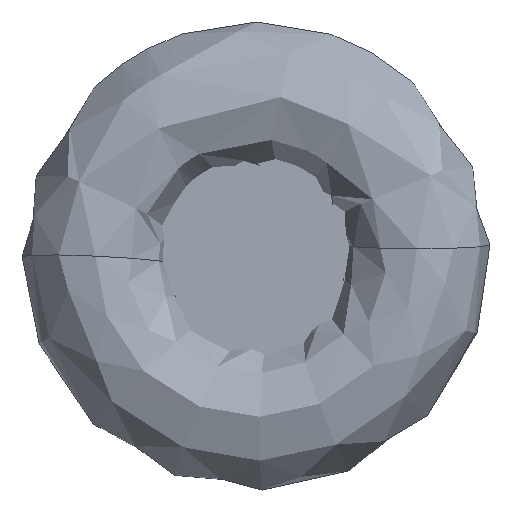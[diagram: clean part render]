
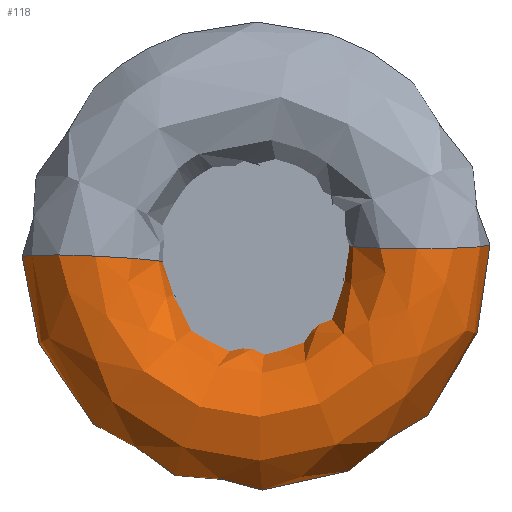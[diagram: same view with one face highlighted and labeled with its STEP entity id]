
A CAD part, left-side view. The second image highlights one B-rep face of the part: STEP entity #118.
In plain terms, the highlighted free-form (B-spline) face has degree [3, 3] with [7, 7] control points.
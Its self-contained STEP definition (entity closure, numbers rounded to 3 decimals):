
#32=(
BOUNDED_SURFACE()
B_SPLINE_SURFACE(3,3,((#680,#681,#682,#683,#684,#685,#686),(#687,#688,#689,
#690,#691,#692,#693),(#694,#695,#696,#697,#698,#699,#700),(#701,#702,#703,
#704,#705,#706,#707),(#708,#709,#710,#711,#712,#713,#714),(#715,#716,#717,
#718,#719,#720,#721),(#722,#723,#724,#725,#726,#727,#728)),
 .UNSPECIFIED.,.T.,.F.,.F.)
B_SPLINE_SURFACE_WITH_KNOTS((1,3,3,3,1),(4,3,4),(-0.5,0.,0.5,1.,1.5),(0.,
0.5,1.),.UNSPECIFIED.)
GEOMETRIC_REPRESENTATION_ITEM()
RATIONAL_B_SPLINE_SURFACE(((1.,0.799,0.799,1.,0.799,
0.799,1.),(0.333,0.266,0.266,
0.333,0.266,0.266,0.333),
(0.333,0.266,0.266,0.333,
0.266,0.266,0.333),(1.,0.799,
0.799,1.,0.799,0.799,1.),(0.333,
0.266,0.266,0.333,0.266,
0.266,0.333),(0.333,0.266,
0.266,0.333,0.266,0.266,
0.333),(1.,0.799,0.799,1.,0.799,
0.799,1.)))
REPRESENTATION_ITEM('')
SURFACE()
);
#118=ADVANCED_FACE('',(#182,#183),#32,.T.);
#182=FACE_BOUND('',#242,.T.);
#183=FACE_BOUND('',#243,.T.);
#242=EDGE_LOOP('',(#302));
#243=EDGE_LOOP('',(#303));
#302=ORIENTED_EDGE('',*,*,#364,.T.);
#303=ORIENTED_EDGE('',*,*,#365,.T.);
#334=VERTEX_POINT('',#677);
#335=VERTEX_POINT('',#679);
#364=EDGE_CURVE('',#334,#334,#394,.T.);
#365=EDGE_CURVE('',#335,#335,#395,.T.);
#394=CIRCLE('',#448,5.);
#395=CIRCLE('',#449,5.);
#448=AXIS2_PLACEMENT_3D('',#676,#560,#561);
#449=AXIS2_PLACEMENT_3D('',#678,#562,#563);
#560=DIRECTION('',(0.052,0.,-0.999));
#561=DIRECTION('',(0.999,0.,0.052));
#562=DIRECTION('',(-0.052,0.045,-0.998));
#563=DIRECTION('',(0.999,0.002,-0.052));
#676=CARTESIAN_POINT('',(4.993,-10.983,0.762));
#677=CARTESIAN_POINT('',(9.986,-10.983,1.023));
#678=CARTESIAN_POINT('',(4.993,11.006,-0.266));
#679=CARTESIAN_POINT('',(9.986,11.018,-0.527));
#680=CARTESIAN_POINT('',(9.986,11.018,-0.527));
#681=CARTESIAN_POINT('',(9.986,10.704,-7.098));
#682=CARTESIAN_POINT('',(9.986,5.786,-11.466));
#683=CARTESIAN_POINT('',(9.986,-0.776,-11.003));
#684=CARTESIAN_POINT('',(9.986,-7.337,-10.541));
#685=CARTESIAN_POINT('',(9.986,-11.593,-5.526));
#686=CARTESIAN_POINT('',(9.986,-10.983,1.023));
#687=CARTESIAN_POINT('',(9.986,1.028,-0.978));
#688=CARTESIAN_POINT('',(9.986,0.445,-1.591));
#689=CARTESIAN_POINT('',(9.986,-0.401,-1.603));
#690=CARTESIAN_POINT('',(9.986,-1.001,-1.006));
#691=CARTESIAN_POINT('',(9.986,-1.601,-0.409));
#692=CARTESIAN_POINT('',(9.986,-1.593,0.437));
#693=CARTESIAN_POINT('',(9.986,-0.983,1.023));
#694=CARTESIAN_POINT('',(0.,1.005,-0.455));
#695=CARTESIAN_POINT('',(0.,0.733,-1.054));
#696=CARTESIAN_POINT('',(0.,0.115,-1.279));
#697=CARTESIAN_POINT('',(0.,-0.478,-0.994));
#698=CARTESIAN_POINT('',(0.,-1.071,-0.709));
#699=CARTESIAN_POINT('',(0.,-1.281,-0.086));
#700=CARTESIAN_POINT('',(0.,-0.983,0.5));
#701=CARTESIAN_POINT('',(0.,10.995,-0.005));
#702=CARTESIAN_POINT('',(0.,10.992,-6.561));
#703=CARTESIAN_POINT('',(0.,6.302,-11.142));
#704=CARTESIAN_POINT('',(0.,-0.252,-10.992));
#705=CARTESIAN_POINT('',(0.,-6.807,-10.841));
#706=CARTESIAN_POINT('',(0.,-11.281,-6.049));
#707=CARTESIAN_POINT('',(0.,-10.983,0.5));
#708=CARTESIAN_POINT('',(0.,20.984,0.446));
#709=CARTESIAN_POINT('',(0.,21.25,-12.067));
#710=CARTESIAN_POINT('',(0.,12.489,-21.005));
#711=CARTESIAN_POINT('',(0.,-0.027,-20.989));
#712=CARTESIAN_POINT('',(0.,-12.543,-20.973));
#713=CARTESIAN_POINT('',(0.,-21.281,-12.012));
#714=CARTESIAN_POINT('',(0.,-20.983,0.5));
#715=CARTESIAN_POINT('',(9.986,21.008,-0.077));
#716=CARTESIAN_POINT('',(9.986,20.962,-12.604));
#717=CARTESIAN_POINT('',(9.986,11.973,-21.329));
#718=CARTESIAN_POINT('',(9.986,-0.55,-21.001));
#719=CARTESIAN_POINT('',(9.986,-13.073,-20.673));
#720=CARTESIAN_POINT('',(9.986,-21.593,-11.489));
#721=CARTESIAN_POINT('',(9.986,-20.983,1.023));
#722=CARTESIAN_POINT('',(9.986,11.018,-0.527));
#723=CARTESIAN_POINT('',(9.986,10.704,-7.098));
#724=CARTESIAN_POINT('',(9.986,5.786,-11.466));
#725=CARTESIAN_POINT('',(9.986,-0.776,-11.003));
#726=CARTESIAN_POINT('',(9.986,-7.337,-10.541));
#727=CARTESIAN_POINT('',(9.986,-11.593,-5.526));
#728=CARTESIAN_POINT('',(9.986,-10.983,1.023));
